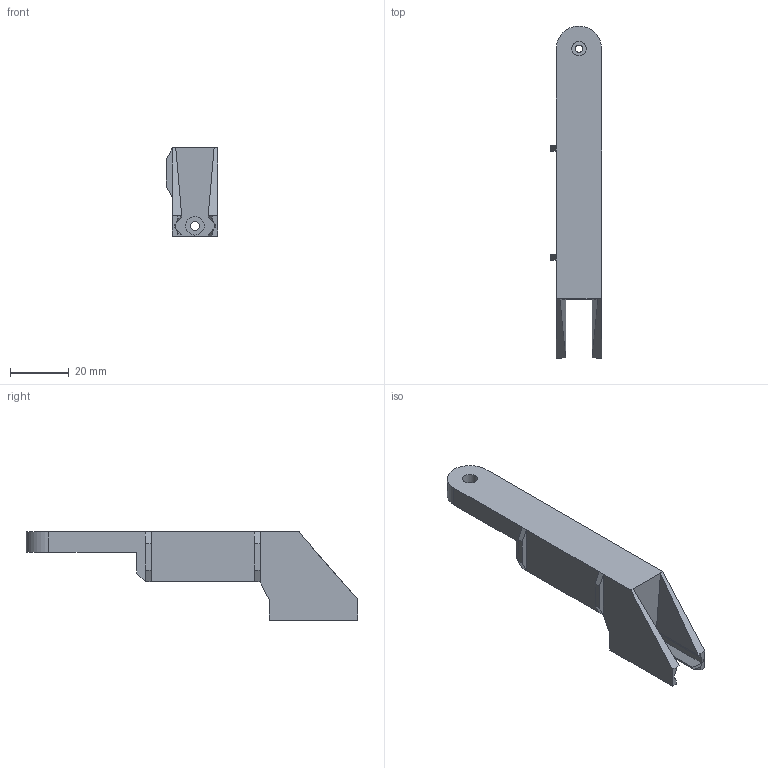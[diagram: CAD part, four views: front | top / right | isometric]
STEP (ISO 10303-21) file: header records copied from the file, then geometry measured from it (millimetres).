
FILE_DESCRIPTION(/* description */ (''),/* implementation_level */ '2;1');
FILE_NAME(/* name */ 'Arm_v2-sidewipe.step',/* time_stamp */ '2022-03-09T16:48:47+01:00',/* author */ (''),/* organization */ (''),/* preprocessor_version */ 'ST-DEVELOPER v18.1',/* originating_system */ 'Autodesk Translation Framework v10.13.0.1454',/* authorisation */ '');
FILE_SCHEMA (('AUTOMOTIVE_DESIGN { 1 0 10303 214 3 1 1 }'));
Length unit declared in the file: millimetre
Products named in the file (1): (Unsaved)
Bounding box: 17.4 x 112.7 x 30 mm (x, y, z)
Volume: 15870.6 mm3; surface area: 9631.7 mm2
Topology: 1 solids, 2 shells, 194 faces, 512 edges, 337 vertices
Faces by surface type: plane 146, bspline 41, cylinder 7
Full cylindrical faces by diameter (mm): 2.5 x1, 3 x2, 4.75 x1, 4.95 x1, 6.25 x1
Entity records: 7821 total; most frequent: CARTESIAN_POINT 3263, ORIENTED_EDGE 1024, DIRECTION 744, EDGE_CURVE 512, LINE 408, VECTOR 408, VERTEX_POINT 337, EDGE_LOOP 213
